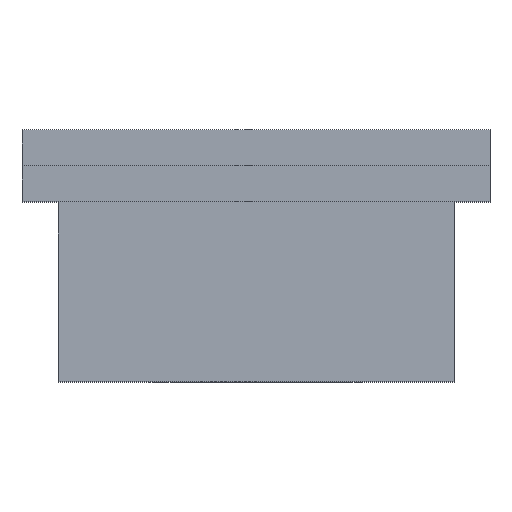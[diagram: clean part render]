
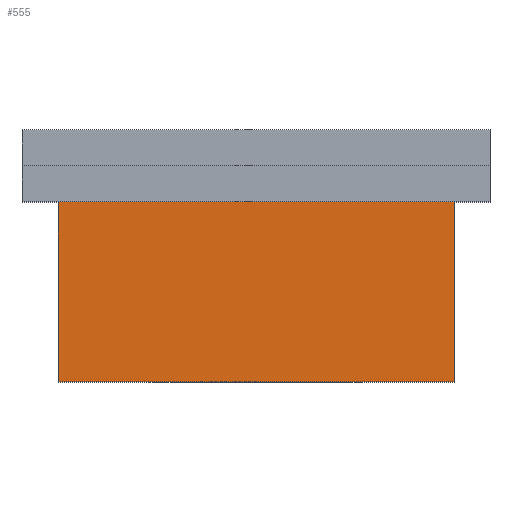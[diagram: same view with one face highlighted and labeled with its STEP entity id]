
A CAD part, top view. The second image highlights one B-rep face of the part: STEP entity #555.
In plain terms, the highlighted planar face has unit normal (0, 0, 1).
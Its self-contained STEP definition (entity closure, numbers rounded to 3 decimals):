
#74=FACE_OUTER_BOUND('',#109,.T.);
#109=EDGE_LOOP('',(#461,#462,#463,#464));
#174=LINE('',#906,#237);
#175=LINE('',#909,#238);
#176=LINE('',#911,#239);
#177=LINE('',#912,#240);
#237=VECTOR('',#746,10.);
#238=VECTOR('',#749,10.);
#239=VECTOR('',#750,10.);
#240=VECTOR('',#751,10.);
#282=VERTEX_POINT('',#899);
#285=VERTEX_POINT('',#904);
#286=VERTEX_POINT('',#908);
#287=VERTEX_POINT('',#910);
#348=EDGE_CURVE('',#282,#285,#174,.T.);
#349=EDGE_CURVE('',#286,#282,#175,.T.);
#350=EDGE_CURVE('',#287,#285,#176,.T.);
#351=EDGE_CURVE('',#286,#287,#177,.T.);
#461=ORIENTED_EDGE('',*,*,#349,.T.);
#462=ORIENTED_EDGE('',*,*,#348,.T.);
#463=ORIENTED_EDGE('',*,*,#350,.F.);
#464=ORIENTED_EDGE('',*,*,#351,.F.);
#524=PLANE('',#621);
#555=ADVANCED_FACE('',(#74),#524,.T.);
#621=AXIS2_PLACEMENT_3D('',#907,#747,#748);
#746=DIRECTION('',(0.,-1.,0.));
#747=DIRECTION('center_axis',(0.,0.,1.));
#748=DIRECTION('ref_axis',(-1.,0.,0.));
#749=DIRECTION('',(-1.,0.,0.));
#750=DIRECTION('',(-1.,0.,0.));
#751=DIRECTION('',(0.,-1.,0.));
#899=CARTESIAN_POINT('',(-11.,0.,11.));
#904=CARTESIAN_POINT('',(-11.,-12.,11.));
#906=CARTESIAN_POINT('',(-11.,0.,11.));
#907=CARTESIAN_POINT('Origin',(11.,0.,11.));
#908=CARTESIAN_POINT('',(11.,0.,11.));
#909=CARTESIAN_POINT('',(11.,0.,11.));
#910=CARTESIAN_POINT('',(11.,-12.,11.));
#911=CARTESIAN_POINT('',(11.,-12.,11.));
#912=CARTESIAN_POINT('',(11.,0.,11.));
